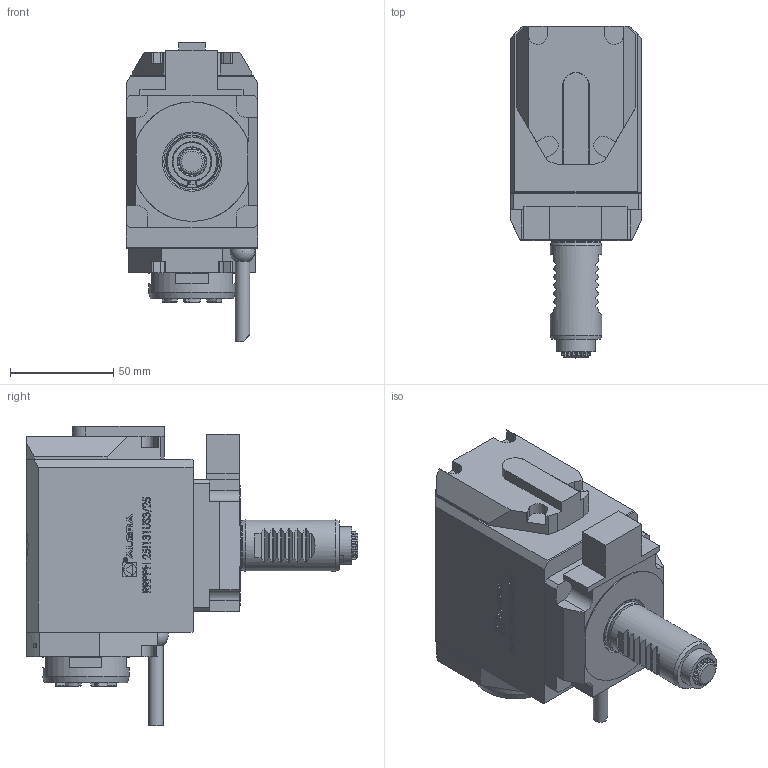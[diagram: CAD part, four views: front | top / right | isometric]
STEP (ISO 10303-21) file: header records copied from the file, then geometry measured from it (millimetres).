
FILE_DESCRIPTION (( 'STEP AP214' ), '1' );
FILE_NAME ('RRPPH25I131US325.STEP', '2026-01-29T15:18:38', ( '' ), ( '' ), 'SwSTEP 2.0', 'SolidWorks 2023', '' );
FILE_SCHEMA (( 'AUTOMOTIVE_DESIGN' ));
Length unit declared in the file: millimetre
Products named in the file (1): RRPPH25I131US325
Bounding box: 64 x 161 x 145.5 mm (x, y, z)
Volume: 640586.2 mm3; surface area: 57536.6 mm2
Topology: 1 solids, 1 shells, 821 faces, 2249 edges, 1481 vertices
Faces by surface type: plane 507, cylinder 144, bspline 118, cone 47, torus 4, sphere 1
Full cylindrical faces by diameter (mm): 1.7 x1, 2.1 x1, 4 x1, 6.366 x1, 7 x1, 19.271 x1, 21 x1, 22 x1, 24.1 x1, 25 x1, 29.5 x1, 30.5 x1, 42 x1
Entity records: 35726 total; most frequent: CARTESIAN_POINT 12411, ORIENTED_EDGE 4408, DIRECTION 3513, EDGE_CURVE 2204, VERTEX_POINT 1463, VECTOR 1353, LINE 1353, AXIS2_PLACEMENT_3D 1080
